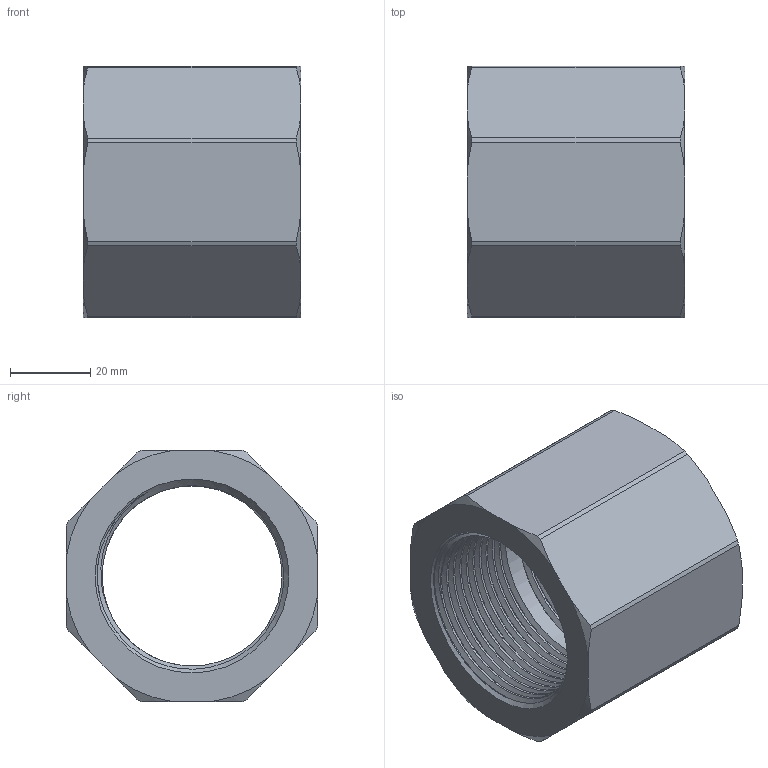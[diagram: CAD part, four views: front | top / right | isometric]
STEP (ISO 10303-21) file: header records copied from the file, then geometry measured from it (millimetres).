
FILE_DESCRIPTION(/* description */ ('Unknown'),/* implementation_level */ '2;1');
FILE_NAME(/* name */ '20201105-R-406-L-013-socket-DN40',/* time_stamp */ '2020-11-05T14:58:29+08:00',/* author */ ('Unknown'),/* organization */ ('Unknown'),/* preprocessor_version */ 'ST-DEVELOPER v16.7',/* originating_system */ 'DEX',/* authorisation */ $);
FILE_SCHEMA (('AUTOMOTIVE_DESIGN {1 0 10303 214 3 1 1}'));
Length unit declared in the file: millimetre
Products named in the file (1): R-406-DN40
Bounding box: 54.3 x 62.8 x 62.8 mm (x, y, z)
Volume: 87935.4 mm3; surface area: 26206.5 mm2
Topology: 1 solids, 1 shells, 65 faces, 229 edges, 166 vertices
Faces by surface type: cylinder 31, cone 18, plane 12, bspline 4
Full cylindrical faces by diameter (mm): 44.845 x19
Entity records: 10044 total; most frequent: CARTESIAN_POINT 8600, ORIENTED_EDGE 412, EDGE_CURVE 206, DIRECTION 200, VERTEX_POINT 166, AXIS2_PLACEMENT_3D 80, EDGE_LOOP 50, FACE_BOUND 50
